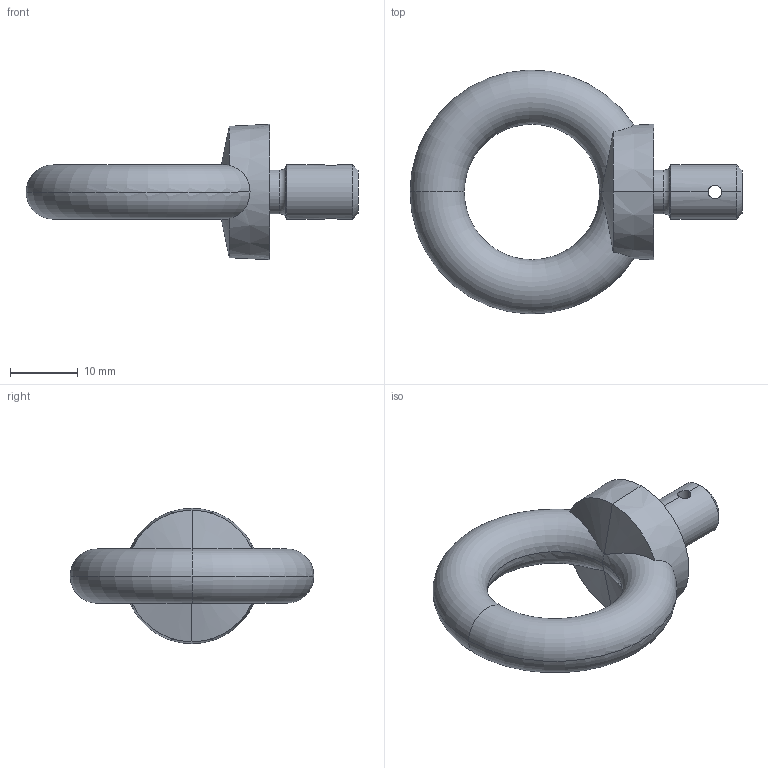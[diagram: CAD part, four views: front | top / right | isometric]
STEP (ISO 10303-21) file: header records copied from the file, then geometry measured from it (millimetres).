
FILE_DESCRIPTION(('HOOPS Exchange Step'),'2;1');
FILE_NAME('export-E495E5D9-8F09-4B12-B719-0C33E2D44C3E.stp','2023-02-09T13:53:04+01:00',('Engineering'),('Alibre'),'HOOPS Exchange 2021.0','Alibre','Unknown authorisation');
FILE_SCHEMA( ('AP242_MANAGED_MODEL_BASED_3D_ENGINEERING_MIM_LF {1 0 10303 442 1 1 4 }') );
Length unit declared in the file: millimetre
Products named in the file (1): 6255 M8 X 13 Lifting Eye Bolt DIN-580 Steel C15E Galvanized
Bounding box: 49 x 35.98 x 20 mm (x, y, z)
Volume: 6221 mm3; surface area: 3105.4 mm2
Topology: 1 solids, 1 shells, 28 faces, 64 edges, 35 vertices
Faces by surface type: cone 12, torus 8, cylinder 6, plane 2
Entity records: 929 total; most frequent: CARTESIAN_POINT 257, DIRECTION 146, ORIENTED_EDGE 128, AXIS2_PLACEMENT_3D 64, EDGE_CURVE 64, VERTEX_POINT 35, CIRCLE 34, EDGE_LOOP 29
